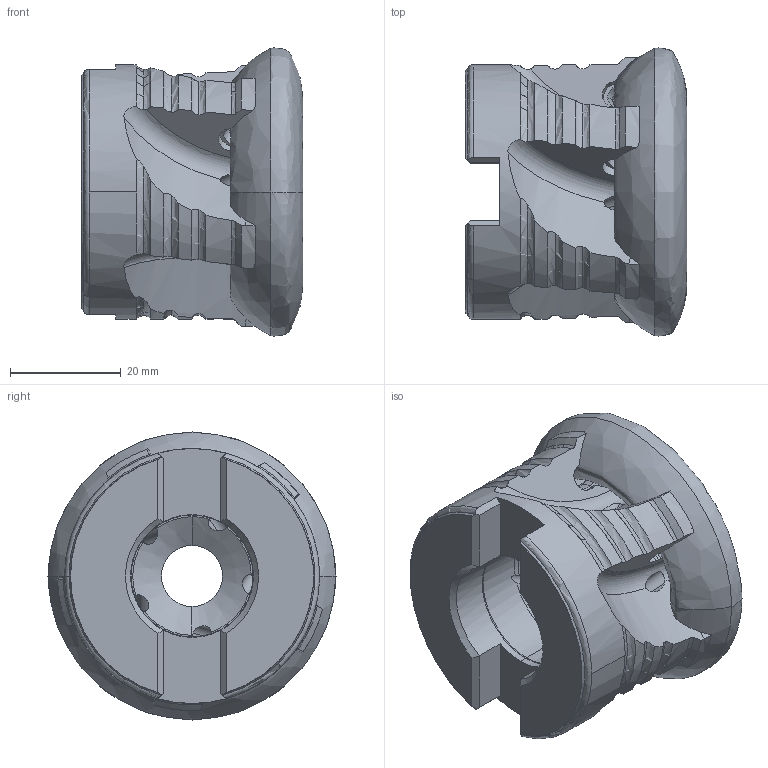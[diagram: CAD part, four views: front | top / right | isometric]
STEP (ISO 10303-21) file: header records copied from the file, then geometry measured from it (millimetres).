
FILE_DESCRIPTION (( 'STEP AP214' ), '1' );
FILE_NAME ('00PP-052-545-5.STEP', '2012-12-03T15:03:32', ( '' ), ( '' ), 'SwSTEP 2.0', 'SolidWorks 2012', '' );
FILE_SCHEMA (( 'AUTOMOTIVE_DESIGN' ));
Length unit declared in the file: millimetre
Products named in the file (1): 00PP-052-545-5
Bounding box: 40.05 x 52 x 52.01 mm (x, y, z)
Volume: 46139.2 mm3; surface area: 13889.5 mm2
Topology: 1 solids, 1 shells, 286 faces, 909 edges, 595 vertices
Faces by surface type: plane 98, cylinder 86, torus 46, cone 36, bspline 20
Entity records: 13641 total; most frequent: CARTESIAN_POINT 6144, ORIENTED_EDGE 1818, DIRECTION 1274, EDGE_CURVE 909, VERTEX_POINT 595, AXIS2_PLACEMENT_3D 522, B_SPLINE_CURVE_WITH_KNOTS 378, EDGE_LOOP 288
